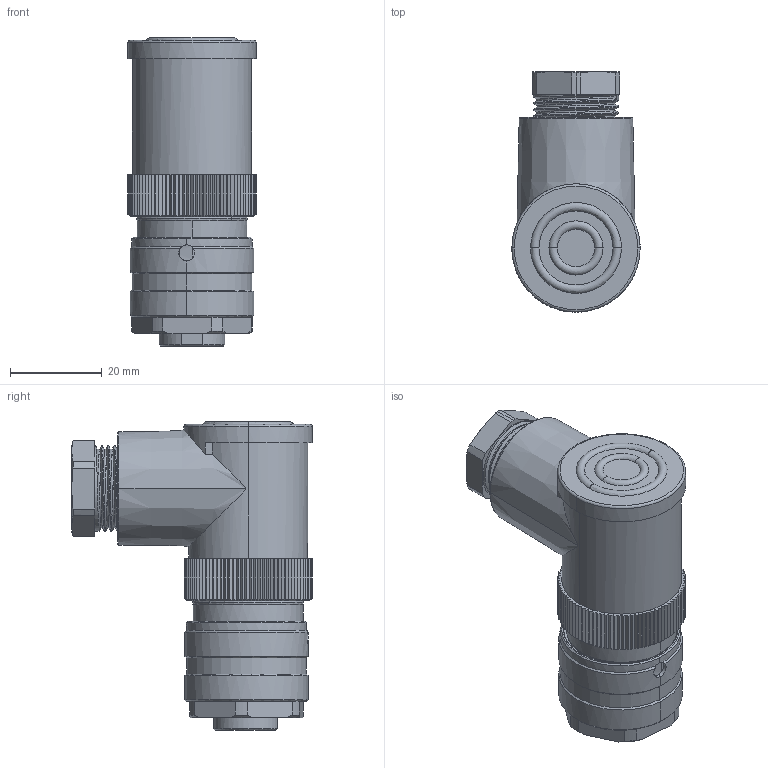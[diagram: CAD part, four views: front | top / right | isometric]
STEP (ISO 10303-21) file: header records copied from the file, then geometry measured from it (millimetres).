
FILE_DESCRIPTION(('CATIA V5 STEP Exchange','CAx-IF Rec.Pracs.--- Model Styling and Organization---1.4--- 2014-01-23'),'2;1');
FILE_NAME ('010720-3_0', '2020-11-06T07:16:46+00:00', ('none'), ('Weidmueller'), 'CATIA Version 5-6 Release 2016 SP3 HF44', 'CATIA V5 STEP AP214', 'none');
FILE_SCHEMA(('AUTOMOTIVE_DESIGN { 1 0 10303 214 1 1 1 1 }'));
Length unit declared in the file: millimetre
Products named in the file (1): 1292070000
Bounding box: 28 x 52.5 x 67.4 mm (x, y, z)
Volume: 43685.2 mm3; surface area: 16990.2 mm2
Topology: 2 solids, 6 shells, 929 faces, 2979 edges, 2090 vertices
Faces by surface type: plane 372, cylinder 301, cone 210, torus 34, bspline 12
Entity records: 42838 total; most frequent: CARTESIAN_POINT 19294, ORIENTED_EDGE 5958, DIRECTION 3300, EDGE_CURVE 2979, VERTEX_POINT 2090, AXIS2_PLACEMENT_3D 1440, B_SPLINE_CURVE_WITH_KNOTS 1349, VECTOR 1026
